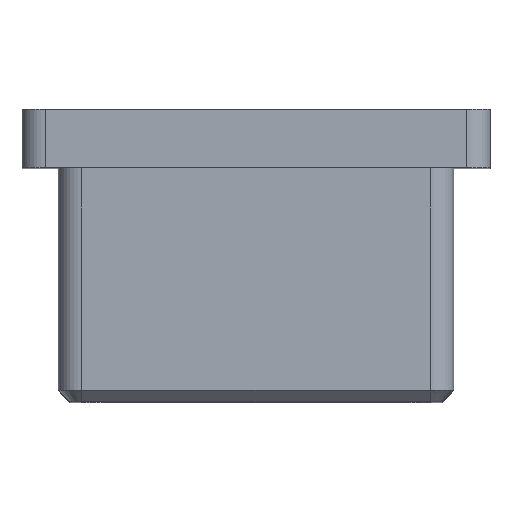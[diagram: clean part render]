
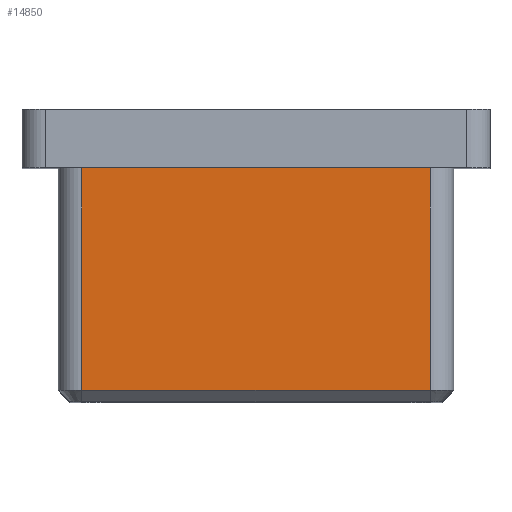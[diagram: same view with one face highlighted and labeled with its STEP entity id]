
A CAD part, top view. The second image highlights one B-rep face of the part: STEP entity #14850.
In plain terms, the highlighted planar face has unit normal (0, 0, 1).
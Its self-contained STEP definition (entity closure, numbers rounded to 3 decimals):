
#600 = EDGE_LOOP ( 'NONE', ( #5200, #7415, #6733, #13266 ) ) ;
#748 = VECTOR ( 'NONE', #11789, 1000. ) ;
#778 = DIRECTION ( 'NONE',  ( -1., 0., 0. ) ) ;
#904 = PLANE ( 'NONE',  #17399 ) ;
#1158 = CARTESIAN_POINT ( 'NONE',  ( -14.9, 0., 16.9 ) ) ;
#1454 = LINE ( 'NONE', #10401, #5868 ) ;
#1666 = LINE ( 'NONE', #5013, #14268 ) ;
#3233 = FACE_OUTER_BOUND ( 'NONE', #600, .T. ) ;
#3696 = CARTESIAN_POINT ( 'NONE',  ( -14.9, -19., 16.9 ) ) ;
#4307 = CARTESIAN_POINT ( 'NONE',  ( -14.9, -20., 16.9 ) ) ;
#5013 = CARTESIAN_POINT ( 'NONE',  ( 14.9, -20., 16.9 ) ) ;
#5200 = ORIENTED_EDGE ( 'NONE', *, *, #9352, .T. ) ;
#5868 = VECTOR ( 'NONE', #13239, 1000. ) ;
#5920 = EDGE_CURVE ( 'NONE', #12434, #7195, #1454, .T. ) ;
#6316 = VERTEX_POINT ( 'NONE', #1158 ) ;
#6733 = ORIENTED_EDGE ( 'NONE', *, *, #8219, .T. ) ;
#7052 = DIRECTION ( 'NONE',  ( 0., -1., 0. ) ) ;
#7195 = VERTEX_POINT ( 'NONE', #15248 ) ;
#7415 = ORIENTED_EDGE ( 'NONE', *, *, #5920, .T. ) ;
#7914 = DIRECTION ( 'NONE',  ( 0., 1., 0. ) ) ;
#8066 = LINE ( 'NONE', #4307, #14049 ) ;
#8219 = EDGE_CURVE ( 'NONE', #7195, #15974, #1666, .T. ) ;
#9352 = EDGE_CURVE ( 'NONE', #6316, #12434, #8066, .T. ) ;
#10401 = CARTESIAN_POINT ( 'NONE',  ( 14.9, -19., 16.9 ) ) ;
#10461 = EDGE_CURVE ( 'NONE', #15974, #6316, #11133, .T. ) ;
#10718 = DIRECTION ( 'NONE',  ( 0., 0., -1. ) ) ;
#11133 = LINE ( 'NONE', #11729, #748 ) ;
#11729 = CARTESIAN_POINT ( 'NONE',  ( -16.9, 0., 16.9 ) ) ;
#11789 = DIRECTION ( 'NONE',  ( -1., 0., 0. ) ) ;
#12434 = VERTEX_POINT ( 'NONE', #3696 ) ;
#13239 = DIRECTION ( 'NONE',  ( 1., 0., 0. ) ) ;
#13266 = ORIENTED_EDGE ( 'NONE', *, *, #10461, .T. ) ;
#14049 = VECTOR ( 'NONE', #7052, 1000. ) ;
#14268 = VECTOR ( 'NONE', #7914, 1000. ) ;
#14635 = CARTESIAN_POINT ( 'NONE',  ( 14.9, 0., 16.9 ) ) ;
#14850 = ADVANCED_FACE ( 'NONE', ( #3233 ), #904, .F. ) ;
#15045 = CARTESIAN_POINT ( 'NONE',  ( -16.9, -20., 16.9 ) ) ;
#15248 = CARTESIAN_POINT ( 'NONE',  ( 14.9, -19., 16.9 ) ) ;
#15974 = VERTEX_POINT ( 'NONE', #14635 ) ;
#17399 = AXIS2_PLACEMENT_3D ( 'NONE', #15045, #10718, #778 ) ;
